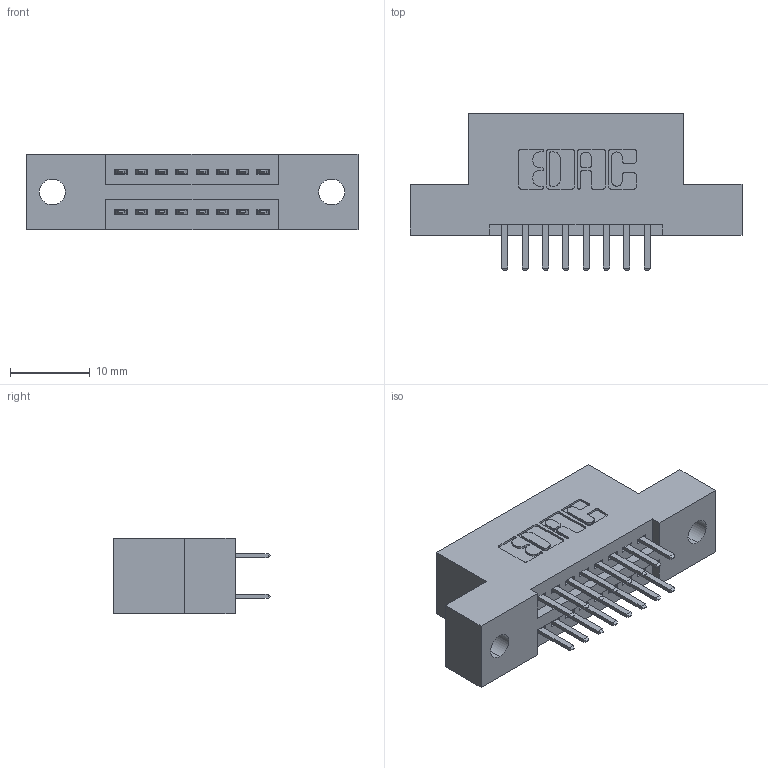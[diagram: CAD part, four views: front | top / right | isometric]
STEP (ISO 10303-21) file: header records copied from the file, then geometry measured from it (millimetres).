
FILE_DESCRIPTION (( 'STEP AP203' ), '1' );
FILE_NAME ('395-016-520-202.STEP', '2018-11-06T14:00:51', ( '' ), ( '' ), 'SwSTEP 2.0', 'SolidWorks 2016', '' );
FILE_SCHEMA (( 'CONFIG_CONTROL_DESIGN' ));
Length unit declared in the file: inch
Products named in the file (3): 395-016-520-202; 345-292-001_345-293-120; 345 Part_Flush Mounting Lugs - 0.128 Dia
Assembly tree (17 placements, depth 2):
  395-016-520-202
    345 Part_Flush Mounting Lugs - 0.128 Dia
    345-292-001_345-293-120  x16
Bounding box: 41.53 x 19.68 x 9.4 mm (x, y, z)
Volume: 3674.8 mm3; surface area: 4485.9 mm2
Topology: 17 solids, 17 shells, 990 faces, 2853 edges, 1858 vertices
Faces by surface type: plane 640, cylinder 350
Entity records: 10971 total; most frequent: CARTESIAN_POINT 1884, ORIENTED_EDGE 1806, DIRECTION 1691, EDGE_CURVE 903, LINE 735, VECTOR 735, VERTEX_POINT 598, AXIS2_PLACEMENT_3D 478
